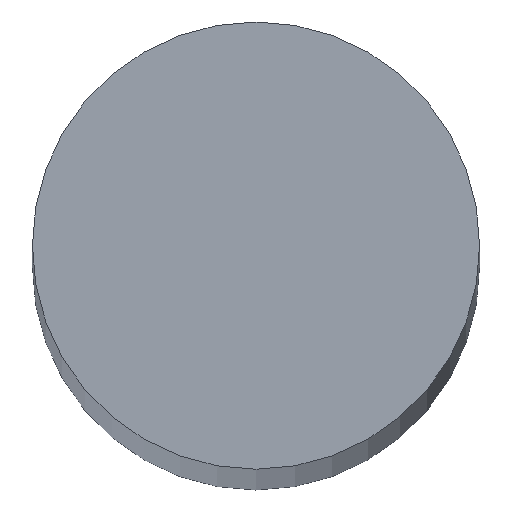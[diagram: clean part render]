
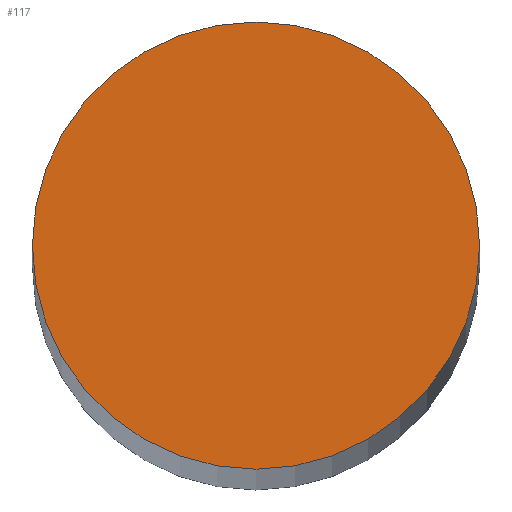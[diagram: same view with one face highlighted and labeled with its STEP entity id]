
A CAD part, top view. The second image highlights one B-rep face of the part: STEP entity #117.
In plain terms, the highlighted planar face has unit normal (0, 0, 1).
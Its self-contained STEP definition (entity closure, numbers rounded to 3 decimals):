
#3 = CARTESIAN_POINT ( 'NONE',  ( -8.761, 6.924, 266. ) ) ;
#5 = ORIENTED_EDGE ( 'NONE', *, *, #47, .T. ) ;
#7 = VERTEX_POINT ( 'NONE', #87 ) ;
#19 = AXIS2_PLACEMENT_3D ( 'NONE', #134, #78, #76 ) ;
#25 = EDGE_CURVE ( 'NONE', #65, #7, #63, .T. ) ;
#36 = DIRECTION ( 'NONE',  ( 0., 0., 1. ) ) ;
#37 = DIRECTION ( 'NONE',  ( 1., 0., 0. ) ) ;
#39 = AXIS2_PLACEMENT_3D ( 'NONE', #89, #137, #37 ) ;
#47 = EDGE_CURVE ( 'NONE', #7, #65, #51, .T. ) ;
#51 = CIRCLE ( 'NONE', #83, 5. ) ;
#63 = CIRCLE ( 'NONE', #19, 5. ) ;
#65 = VERTEX_POINT ( 'NONE', #108 ) ;
#69 = EDGE_LOOP ( 'NONE', ( #5, #114 ) ) ;
#76 = DIRECTION ( 'NONE',  ( 1., 0., 0. ) ) ;
#78 = DIRECTION ( 'NONE',  ( 0., 0., 1. ) ) ;
#83 = AXIS2_PLACEMENT_3D ( 'NONE', #3, #36, #110 ) ;
#87 = CARTESIAN_POINT ( 'NONE',  ( -13.761, 6.924, 266. ) ) ;
#89 = CARTESIAN_POINT ( 'NONE',  ( -8.761, 6.924, 266. ) ) ;
#108 = CARTESIAN_POINT ( 'NONE',  ( -3.761, 6.924, 266. ) ) ;
#110 = DIRECTION ( 'NONE',  ( 1., 0., 0. ) ) ;
#114 = ORIENTED_EDGE ( 'NONE', *, *, #25, .T. ) ;
#117 = ADVANCED_FACE ( 'NONE', ( #126 ), #124, .T. ) ;
#124 = PLANE ( 'NONE',  #39 ) ;
#126 = FACE_OUTER_BOUND ( 'NONE', #69, .T. ) ;
#134 = CARTESIAN_POINT ( 'NONE',  ( -8.761, 6.924, 266. ) ) ;
#137 = DIRECTION ( 'NONE',  ( 0., 0., 1. ) ) ;
